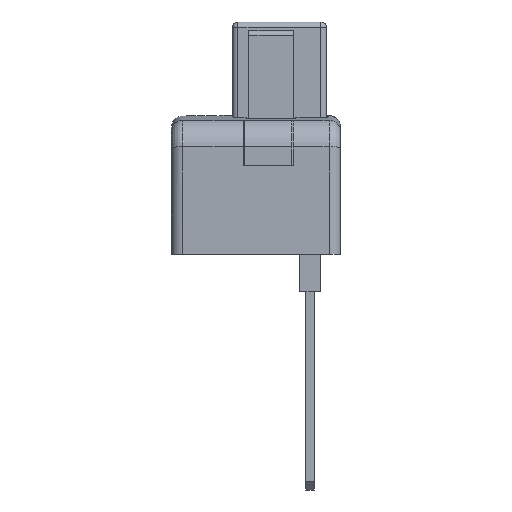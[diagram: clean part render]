
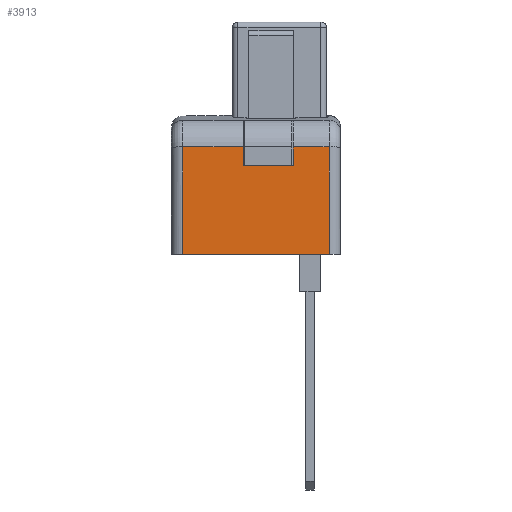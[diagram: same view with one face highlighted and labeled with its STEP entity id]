
A CAD part, front view. The second image highlights one B-rep face of the part: STEP entity #3913.
In plain terms, the highlighted planar face has unit normal (0, -1, 0).
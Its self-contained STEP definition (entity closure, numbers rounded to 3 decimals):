
#3226 = VERTEX_POINT ( 'NONE', #10279 ) ;
#3288 = EDGE_CURVE ( 'NONE', #3226, #3289, #10467, .T. ) ;
#3289 = VERTEX_POINT ( 'NONE', #10463 ) ;
#3813 = VERTEX_POINT ( 'NONE', #11741 ) ;
#3815 = EDGE_CURVE ( 'NONE', #3816, #3813, #11740, .T. ) ;
#3816 = VERTEX_POINT ( 'NONE', #11736 ) ;
#3821 = VERTEX_POINT ( 'NONE', #11725 ) ;
#3823 = EDGE_CURVE ( 'NONE', #3824, #3821, #11724, .T. ) ;
#3824 = VERTEX_POINT ( 'NONE', #11782 ) ;
#3832 = EDGE_LOOP ( 'NONE', ( #3891, #3893, #3894, #3897, #3899, #3900, #3876, #3878 ) ) ;
#3876 = ORIENTED_EDGE ( 'NONE', *, *, #3877, .T. ) ;
#3877 = EDGE_CURVE ( 'NONE', #3902, #3816, #11889, .T. ) ;
#3878 = ORIENTED_EDGE ( 'NONE', *, *, #3815, .T. ) ;
#3891 = ORIENTED_EDGE ( 'NONE', *, *, #3892, .F. ) ;
#3892 = EDGE_CURVE ( 'NONE', #3824, #3813, #11947, .T. ) ;
#3893 = ORIENTED_EDGE ( 'NONE', *, *, #3823, .T. ) ;
#3894 = ORIENTED_EDGE ( 'NONE', *, *, #3895, .T. ) ;
#3895 = EDGE_CURVE ( 'NONE', #3821, #3896, #11943, .T. ) ;
#3896 = VERTEX_POINT ( 'NONE', #11939 ) ;
#3897 = ORIENTED_EDGE ( 'NONE', *, *, #3898, .T. ) ;
#3898 = EDGE_CURVE ( 'NONE', #3896, #3289, #11989, .T. ) ;
#3899 = ORIENTED_EDGE ( 'NONE', *, *, #3288, .F. ) ;
#3900 = ORIENTED_EDGE ( 'NONE', *, *, #3901, .T. ) ;
#3901 = EDGE_CURVE ( 'NONE', #3226, #3902, #11985, .T. ) ;
#3902 = VERTEX_POINT ( 'NONE', #11981 ) ;
#3913 = ADVANCED_FACE ( 'NONE', ( #11996 ), #12015, .T. ) ;
#10279 = CARTESIAN_POINT ( 'NONE',  ( 29., -40.527, -19.886 ) ) ;
#10463 = CARTESIAN_POINT ( 'NONE',  ( 2.5, -40.527, -19.886 ) ) ;
#10464 = DIRECTION ( 'NONE',  ( -1., 0., 0. ) ) ;
#10465 = VECTOR ( 'NONE', #10464, 1000. ) ;
#10466 = CARTESIAN_POINT ( 'NONE',  ( 31., -40.527, -19.886 ) ) ;
#10467 = LINE ( 'NONE', #10466, #10465 ) ;
#11272 = CARTESIAN_POINT ( 'NONE',  ( 13.5, -40.527, -19.886 ) ) ;
#11501 = DIRECTION ( 'NONE',  ( 0., 0., 1. ) ) ;
#11502 = VECTOR ( 'NONE', #11501, 1000. ) ;
#11724 = LINE ( 'NONE', #11272, #11502 ) ;
#11725 = CARTESIAN_POINT ( 'NONE',  ( 13.5, -40.527, -0.463 ) ) ;
#11736 = CARTESIAN_POINT ( 'NONE',  ( 22.5, -40.527, -0.463 ) ) ;
#11737 = DIRECTION ( 'NONE',  ( 0., 0., -1. ) ) ;
#11738 = VECTOR ( 'NONE', #11737, 1000. ) ;
#11739 = CARTESIAN_POINT ( 'NONE',  ( 22.5, -40.527, -19.886 ) ) ;
#11740 = LINE ( 'NONE', #11739, #11738 ) ;
#11741 = CARTESIAN_POINT ( 'NONE',  ( 22.5, -40.527, -3.886 ) ) ;
#11782 = CARTESIAN_POINT ( 'NONE',  ( 13.5, -40.527, -3.886 ) ) ;
#11889 = LINE ( 'NONE', #11938, #11937 ) ;
#11936 = DIRECTION ( 'NONE',  ( -1., 0., 0. ) ) ;
#11937 = VECTOR ( 'NONE', #11936, 1000. ) ;
#11938 = CARTESIAN_POINT ( 'NONE',  ( 31., -40.527, -0.463 ) ) ;
#11939 = CARTESIAN_POINT ( 'NONE',  ( 2.5, -40.527, -0.463 ) ) ;
#11940 = DIRECTION ( 'NONE',  ( -1., 0., 0. ) ) ;
#11941 = VECTOR ( 'NONE', #11940, 1000. ) ;
#11942 = CARTESIAN_POINT ( 'NONE',  ( 31., -40.527, -0.463 ) ) ;
#11943 = LINE ( 'NONE', #11942, #11941 ) ;
#11944 = DIRECTION ( 'NONE',  ( 1., 0., 0. ) ) ;
#11945 = VECTOR ( 'NONE', #11944, 1000. ) ;
#11946 = CARTESIAN_POINT ( 'NONE',  ( 31., -40.527, -3.886 ) ) ;
#11947 = LINE ( 'NONE', #11946, #11945 ) ;
#11981 = CARTESIAN_POINT ( 'NONE',  ( 29., -40.527, -0.463 ) ) ;
#11982 = DIRECTION ( 'NONE',  ( 0., 0., 1. ) ) ;
#11983 = VECTOR ( 'NONE', #11982, 1000. ) ;
#11984 = CARTESIAN_POINT ( 'NONE',  ( 29., -40.527, -19.886 ) ) ;
#11985 = LINE ( 'NONE', #11984, #11983 ) ;
#11986 = DIRECTION ( 'NONE',  ( 0., 0., -1. ) ) ;
#11987 = VECTOR ( 'NONE', #11986, 1000. ) ;
#11988 = CARTESIAN_POINT ( 'NONE',  ( 2.5, -40.527, -19.886 ) ) ;
#11989 = LINE ( 'NONE', #11988, #11987 ) ;
#11996 = FACE_OUTER_BOUND ( 'NONE', #3832, .T. ) ;
#12010 = DIRECTION ( 'NONE',  ( 0., 0., -1. ) ) ;
#12011 = DIRECTION ( 'NONE',  ( 0., -1., 0. ) ) ;
#12012 = CARTESIAN_POINT ( 'NONE',  ( 31., -40.527, -19.886 ) ) ;
#12013 = AXIS2_PLACEMENT_3D ( 'NONE', #12012, #12011, #12010 ) ;
#12015 = PLANE ( 'NONE',  #12013 ) ;
